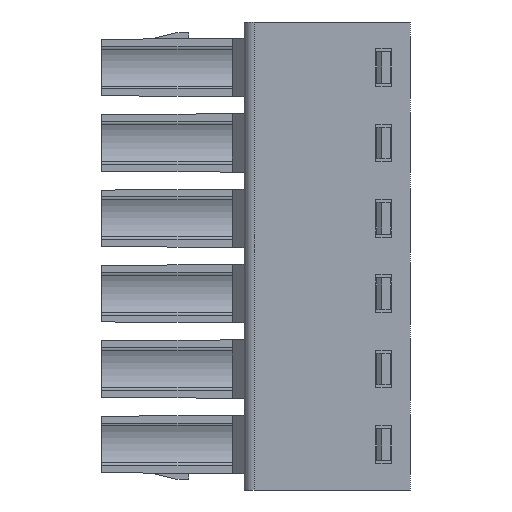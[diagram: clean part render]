
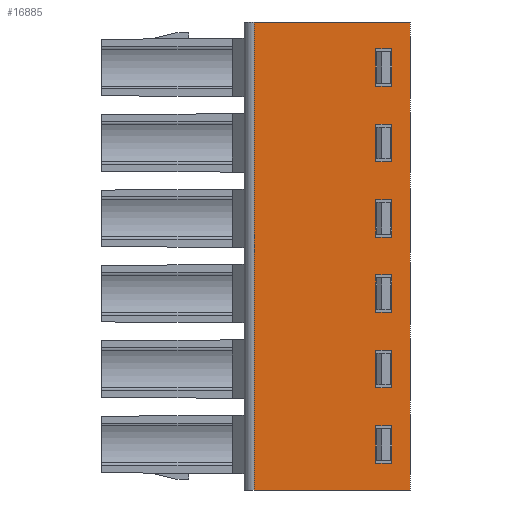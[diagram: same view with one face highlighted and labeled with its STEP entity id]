
A CAD part, left-side view. The second image highlights one B-rep face of the part: STEP entity #16885.
In plain terms, the highlighted planar face has unit normal (-1, 0, 0).
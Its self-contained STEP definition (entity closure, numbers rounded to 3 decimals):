
#2497=DIRECTION('',(0.,0.,-1.));
#2498=VECTOR('',#2497,23.65);
#2499=CARTESIAN_POINT('',(-5.55,0.05,-5.32));
#2500=LINE('',#2499,#2498);
#2505=DIRECTION('',(0.,0.,-1.));
#2506=VECTOR('',#2505,23.65);
#2507=CARTESIAN_POINT('',(-5.55,-7.85,-5.32));
#2508=LINE('',#2507,#2506);
#2509=DIRECTION('',(0.,1.,0.));
#2510=VECTOR('',#2509,7.9);
#2511=CARTESIAN_POINT('',(-5.55,-7.85,-28.97));
#2512=LINE('',#2511,#2510);
#2513=DIRECTION('',(0.,1.,0.));
#2514=VECTOR('',#2513,0.8);
#2515=CARTESIAN_POINT('',(-5.55,-6.9,-25.72));
#2516=LINE('',#2515,#2514);
#2517=DIRECTION('',(0.,1.,0.));
#2518=VECTOR('',#2517,0.8);
#2519=CARTESIAN_POINT('',(-5.55,-6.9,-6.67));
#2520=LINE('',#2519,#2518);
#2521=DIRECTION('',(0.,1.,0.));
#2522=VECTOR('',#2521,0.8);
#2523=CARTESIAN_POINT('',(-5.55,-6.9,-10.48));
#2524=LINE('',#2523,#2522);
#2525=DIRECTION('',(0.,1.,0.));
#2526=VECTOR('',#2525,0.8);
#2527=CARTESIAN_POINT('',(-5.55,-6.9,-14.29));
#2528=LINE('',#2527,#2526);
#2529=DIRECTION('',(0.,1.,0.));
#2530=VECTOR('',#2529,0.8);
#2531=CARTESIAN_POINT('',(-5.55,-6.9,-18.1));
#2532=LINE('',#2531,#2530);
#2533=DIRECTION('',(0.,1.,0.));
#2534=VECTOR('',#2533,0.8);
#2535=CARTESIAN_POINT('',(-5.55,-6.9,-21.91));
#2536=LINE('',#2535,#2534);
#3560=DIRECTION('',(0.,1.,0.));
#3561=VECTOR('',#3560,7.9);
#3562=CARTESIAN_POINT('',(-5.55,-7.85,-5.32));
#3563=LINE('',#3562,#3561);
#9914=DIRECTION('',(0.,0.,-1.));
#9915=VECTOR('',#9914,1.9);
#9916=CARTESIAN_POINT('',(-5.55,-6.9,-25.72));
#9917=LINE('',#9916,#9915);
#9922=DIRECTION('',(0.,0.,1.));
#9923=VECTOR('',#9922,1.9);
#9924=CARTESIAN_POINT('',(-5.55,-6.1,-27.62));
#9925=LINE('',#9924,#9923);
#9934=DIRECTION('',(0.,1.,0.));
#9935=VECTOR('',#9934,0.8);
#9936=CARTESIAN_POINT('',(-5.55,-6.9,-27.62));
#9937=LINE('',#9936,#9935);
#9946=DIRECTION('',(0.,0.,-1.));
#9947=VECTOR('',#9946,1.9);
#9948=CARTESIAN_POINT('',(-5.55,-6.9,-6.67));
#9949=LINE('',#9948,#9947);
#9962=DIRECTION('',(0.,1.,0.));
#9963=VECTOR('',#9962,0.8);
#9964=CARTESIAN_POINT('',(-5.55,-6.9,-8.57));
#9965=LINE('',#9964,#9963);
#9978=DIRECTION('',(0.,0.,1.));
#9979=VECTOR('',#9978,1.9);
#9980=CARTESIAN_POINT('',(-5.55,-6.1,-8.57));
#9981=LINE('',#9980,#9979);
#9986=DIRECTION('',(0.,0.,-1.));
#9987=VECTOR('',#9986,1.9);
#9988=CARTESIAN_POINT('',(-5.55,-6.9,-10.48));
#9989=LINE('',#9988,#9987);
#10002=DIRECTION('',(0.,1.,0.));
#10003=VECTOR('',#10002,0.8);
#10004=CARTESIAN_POINT('',(-5.55,-6.9,-12.38));
#10005=LINE('',#10004,#10003);
#10018=DIRECTION('',(0.,0.,1.));
#10019=VECTOR('',#10018,1.9);
#10020=CARTESIAN_POINT('',(-5.55,-6.1,-12.38));
#10021=LINE('',#10020,#10019);
#10026=DIRECTION('',(0.,0.,-1.));
#10027=VECTOR('',#10026,1.9);
#10028=CARTESIAN_POINT('',(-5.55,-6.9,-14.29));
#10029=LINE('',#10028,#10027);
#10042=DIRECTION('',(0.,1.,0.));
#10043=VECTOR('',#10042,0.8);
#10044=CARTESIAN_POINT('',(-5.55,-6.9,-16.19));
#10045=LINE('',#10044,#10043);
#10058=DIRECTION('',(0.,0.,1.));
#10059=VECTOR('',#10058,1.9);
#10060=CARTESIAN_POINT('',(-5.55,-6.1,-16.19));
#10061=LINE('',#10060,#10059);
#10066=DIRECTION('',(0.,0.,-1.));
#10067=VECTOR('',#10066,1.9);
#10068=CARTESIAN_POINT('',(-5.55,-6.9,-18.1));
#10069=LINE('',#10068,#10067);
#10082=DIRECTION('',(0.,1.,0.));
#10083=VECTOR('',#10082,0.8);
#10084=CARTESIAN_POINT('',(-5.55,-6.9,-20.));
#10085=LINE('',#10084,#10083);
#10098=DIRECTION('',(0.,0.,1.));
#10099=VECTOR('',#10098,1.9);
#10100=CARTESIAN_POINT('',(-5.55,-6.1,-20.));
#10101=LINE('',#10100,#10099);
#10106=DIRECTION('',(0.,0.,-1.));
#10107=VECTOR('',#10106,1.9);
#10108=CARTESIAN_POINT('',(-5.55,-6.9,-21.91));
#10109=LINE('',#10108,#10107);
#10122=DIRECTION('',(0.,1.,0.));
#10123=VECTOR('',#10122,0.8);
#10124=CARTESIAN_POINT('',(-5.55,-6.9,-23.81));
#10125=LINE('',#10124,#10123);
#10138=DIRECTION('',(0.,0.,1.));
#10139=VECTOR('',#10138,1.9);
#10140=CARTESIAN_POINT('',(-5.55,-6.1,-23.81));
#10141=LINE('',#10140,#10139);
#10212=CARTESIAN_POINT('',(-5.55,-7.85,-5.32));
#10213=VERTEX_POINT('',#10212);
#10214=CARTESIAN_POINT('',(-5.55,0.05,-5.32));
#10215=VERTEX_POINT('',#10214);
#10803=CARTESIAN_POINT('',(-5.55,-6.9,-6.67));
#10804=CARTESIAN_POINT('',(-5.55,-6.1,-6.67));
#10805=VERTEX_POINT('',#10803);
#10806=VERTEX_POINT('',#10804);
#11557=CARTESIAN_POINT('',(-5.55,-7.85,-28.97));
#11558=VERTEX_POINT('',#11557);
#11559=CARTESIAN_POINT('',(-5.55,0.05,-28.97));
#11560=VERTEX_POINT('',#11559);
#11561=CARTESIAN_POINT('',(-5.55,-6.9,-27.62));
#11562=CARTESIAN_POINT('',(-5.55,-6.1,-27.62));
#11563=VERTEX_POINT('',#11561);
#11564=VERTEX_POINT('',#11562);
#11777=CARTESIAN_POINT('',(-5.55,-6.9,-8.57));
#11778=CARTESIAN_POINT('',(-5.55,-6.1,-8.57));
#11779=VERTEX_POINT('',#11777);
#11780=VERTEX_POINT('',#11778);
#11781=CARTESIAN_POINT('',(-5.55,-6.9,-10.48));
#11782=CARTESIAN_POINT('',(-5.55,-6.1,-10.48));
#11783=VERTEX_POINT('',#11781);
#11784=VERTEX_POINT('',#11782);
#12092=CARTESIAN_POINT('',(-5.55,-6.9,-12.38));
#12093=CARTESIAN_POINT('',(-5.55,-6.1,-12.38));
#12094=VERTEX_POINT('',#12092);
#12095=VERTEX_POINT('',#12093);
#12096=CARTESIAN_POINT('',(-5.55,-6.9,-14.29));
#12097=CARTESIAN_POINT('',(-5.55,-6.1,-14.29));
#12098=VERTEX_POINT('',#12096);
#12099=VERTEX_POINT('',#12097);
#12407=CARTESIAN_POINT('',(-5.55,-6.9,-16.19));
#12408=CARTESIAN_POINT('',(-5.55,-6.1,-16.19));
#12409=VERTEX_POINT('',#12407);
#12410=VERTEX_POINT('',#12408);
#12411=CARTESIAN_POINT('',(-5.55,-6.9,-18.1));
#12412=CARTESIAN_POINT('',(-5.55,-6.1,-18.1));
#12413=VERTEX_POINT('',#12411);
#12414=VERTEX_POINT('',#12412);
#12722=CARTESIAN_POINT('',(-5.55,-6.9,-20.));
#12723=CARTESIAN_POINT('',(-5.55,-6.1,-20.));
#12724=VERTEX_POINT('',#12722);
#12725=VERTEX_POINT('',#12723);
#12726=CARTESIAN_POINT('',(-5.55,-6.9,-21.91));
#12727=CARTESIAN_POINT('',(-5.55,-6.1,-21.91));
#12728=VERTEX_POINT('',#12726);
#12729=VERTEX_POINT('',#12727);
#13037=CARTESIAN_POINT('',(-5.55,-6.9,-23.81));
#13038=CARTESIAN_POINT('',(-5.55,-6.1,-23.81));
#13039=VERTEX_POINT('',#13037);
#13040=VERTEX_POINT('',#13038);
#13041=CARTESIAN_POINT('',(-5.55,-6.9,-25.72));
#13042=CARTESIAN_POINT('',(-5.55,-6.1,-25.72));
#13043=VERTEX_POINT('',#13041);
#13044=VERTEX_POINT('',#13042);
#16811=CARTESIAN_POINT('',(-5.55,-3.85,-11.43));
#16812=DIRECTION('',(1.,0.,0.));
#16813=DIRECTION('',(0.,-1.,0.));
#16814=AXIS2_PLACEMENT_3D('',#16811,#16812,#16813);
#16815=PLANE('',#16814);
#16817=ORIENTED_EDGE('',*,*,#16816,.T.);
#16819=ORIENTED_EDGE('',*,*,#16818,.T.);
#16820=ORIENTED_EDGE('',*,*,#16801,.F.);
#16822=ORIENTED_EDGE('',*,*,#16821,.F.);
#16823=EDGE_LOOP('',(#16817,#16819,#16820,#16822));
#16824=FACE_OUTER_BOUND('',#16823,.F.);
#16826=ORIENTED_EDGE('',*,*,#16825,.F.);
#16828=ORIENTED_EDGE('',*,*,#16827,.F.);
#16830=ORIENTED_EDGE('',*,*,#16829,.F.);
#16832=ORIENTED_EDGE('',*,*,#16831,.T.);
#16833=EDGE_LOOP('',(#16826,#16828,#16830,#16832));
#16834=FACE_BOUND('',#16833,.F.);
#16836=ORIENTED_EDGE('',*,*,#16835,.F.);
#16838=ORIENTED_EDGE('',*,*,#16837,.F.);
#16840=ORIENTED_EDGE('',*,*,#16839,.F.);
#16842=ORIENTED_EDGE('',*,*,#16841,.T.);
#16843=EDGE_LOOP('',(#16836,#16838,#16840,#16842));
#16844=FACE_BOUND('',#16843,.F.);
#16846=ORIENTED_EDGE('',*,*,#16845,.F.);
#16848=ORIENTED_EDGE('',*,*,#16847,.F.);
#16850=ORIENTED_EDGE('',*,*,#16849,.F.);
#16852=ORIENTED_EDGE('',*,*,#16851,.T.);
#16853=EDGE_LOOP('',(#16846,#16848,#16850,#16852));
#16854=FACE_BOUND('',#16853,.F.);
#16856=ORIENTED_EDGE('',*,*,#16855,.F.);
#16858=ORIENTED_EDGE('',*,*,#16857,.F.);
#16860=ORIENTED_EDGE('',*,*,#16859,.F.);
#16862=ORIENTED_EDGE('',*,*,#16861,.T.);
#16863=EDGE_LOOP('',(#16856,#16858,#16860,#16862));
#16864=FACE_BOUND('',#16863,.F.);
#16866=ORIENTED_EDGE('',*,*,#16865,.F.);
#16868=ORIENTED_EDGE('',*,*,#16867,.F.);
#16870=ORIENTED_EDGE('',*,*,#16869,.F.);
#16872=ORIENTED_EDGE('',*,*,#16871,.T.);
#16873=EDGE_LOOP('',(#16866,#16868,#16870,#16872));
#16874=FACE_BOUND('',#16873,.F.);
#16876=ORIENTED_EDGE('',*,*,#16875,.F.);
#16878=ORIENTED_EDGE('',*,*,#16877,.F.);
#16880=ORIENTED_EDGE('',*,*,#16879,.F.);
#16882=ORIENTED_EDGE('',*,*,#16881,.T.);
#16883=EDGE_LOOP('',(#16876,#16878,#16880,#16882));
#16884=FACE_BOUND('',#16883,.F.);
#16801=EDGE_CURVE('',#10215,#11560,#2500,.T.);
#16816=EDGE_CURVE('',#10213,#11558,#2508,.T.);
#16818=EDGE_CURVE('',#11558,#11560,#2512,.T.);
#16821=EDGE_CURVE('',#10213,#10215,#3563,.T.);
#16825=EDGE_CURVE('',#11564,#13044,#9925,.T.);
#16827=EDGE_CURVE('',#11563,#11564,#9937,.T.);
#16829=EDGE_CURVE('',#13043,#11563,#9917,.T.);
#16831=EDGE_CURVE('',#13043,#13044,#2516,.T.);
#16835=EDGE_CURVE('',#11780,#10806,#9981,.T.);
#16837=EDGE_CURVE('',#11779,#11780,#9965,.T.);
#16839=EDGE_CURVE('',#10805,#11779,#9949,.T.);
#16841=EDGE_CURVE('',#10805,#10806,#2520,.T.);
#16845=EDGE_CURVE('',#12095,#11784,#10021,.T.);
#16847=EDGE_CURVE('',#12094,#12095,#10005,.T.);
#16849=EDGE_CURVE('',#11783,#12094,#9989,.T.);
#16851=EDGE_CURVE('',#11783,#11784,#2524,.T.);
#16855=EDGE_CURVE('',#12410,#12099,#10061,.T.);
#16857=EDGE_CURVE('',#12409,#12410,#10045,.T.);
#16859=EDGE_CURVE('',#12098,#12409,#10029,.T.);
#16861=EDGE_CURVE('',#12098,#12099,#2528,.T.);
#16865=EDGE_CURVE('',#12725,#12414,#10101,.T.);
#16867=EDGE_CURVE('',#12724,#12725,#10085,.T.);
#16869=EDGE_CURVE('',#12413,#12724,#10069,.T.);
#16871=EDGE_CURVE('',#12413,#12414,#2532,.T.);
#16875=EDGE_CURVE('',#13040,#12729,#10141,.T.);
#16877=EDGE_CURVE('',#13039,#13040,#10125,.T.);
#16879=EDGE_CURVE('',#12728,#13039,#10109,.T.);
#16881=EDGE_CURVE('',#12728,#12729,#2536,.T.);
#16885=ADVANCED_FACE('',(#16824,#16834,#16844,#16854,#16864,#16874,#16884),
#16815,.F.);
